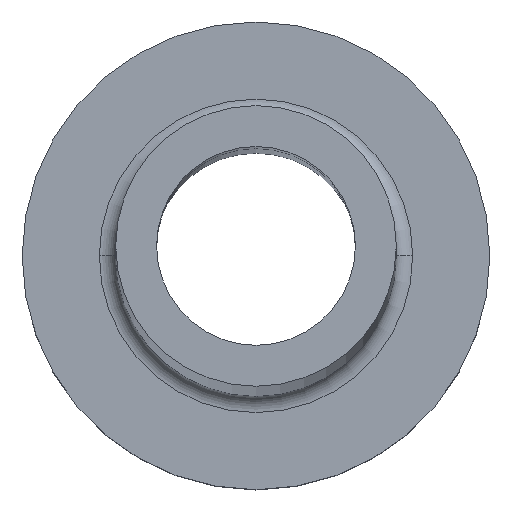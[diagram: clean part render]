
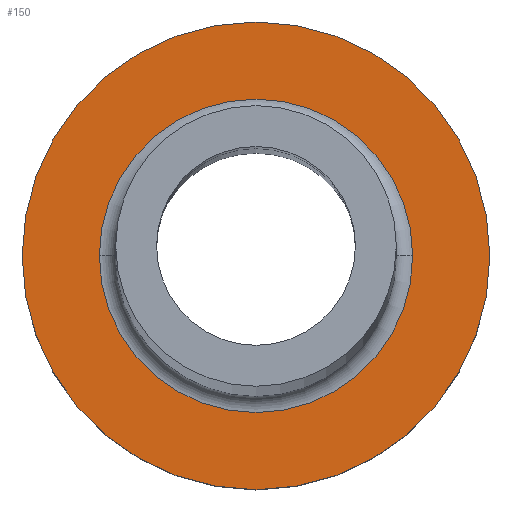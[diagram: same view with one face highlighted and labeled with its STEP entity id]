
A CAD part, top view. The second image highlights one B-rep face of the part: STEP entity #150.
In plain terms, the highlighted planar face has unit normal (0, 0, 1).
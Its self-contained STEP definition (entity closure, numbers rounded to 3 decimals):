
#26 = CARTESIAN_POINT ( 'NONE',  ( -10., 0., 7. ) ) ;
#27 = AXIS2_PLACEMENT_3D ( 'NONE', #372, #166, #54 ) ;
#34 = AXIS2_PLACEMENT_3D ( 'NONE', #231, #48, #362 ) ;
#38 = DIRECTION ( 'NONE',  ( 1., 0., 0. ) ) ;
#48 = DIRECTION ( 'NONE',  ( 0., 0., -1. ) ) ;
#54 = DIRECTION ( 'NONE',  ( 1., 0., 0. ) ) ;
#58 = CIRCLE ( 'NONE', #272, 10. ) ;
#84 = DIRECTION ( 'NONE',  ( 0., 0., 1. ) ) ;
#108 = VERTEX_POINT ( 'NONE', #26 ) ;
#114 = CIRCLE ( 'NONE', #34, 6.7 ) ;
#116 = EDGE_CURVE ( 'NONE', #174, #355, #336, .T. ) ;
#133 = EDGE_LOOP ( 'NONE', ( #156, #176 ) ) ;
#138 = FACE_OUTER_BOUND ( 'NONE', #133, .T. ) ;
#139 = DIRECTION ( 'NONE',  ( 0., 0., 1. ) ) ;
#145 = DIRECTION ( 'NONE',  ( 1., 0., 0. ) ) ;
#150 = ADVANCED_FACE ( 'NONE', ( #421, #138 ), #416, .T. ) ;
#154 = CARTESIAN_POINT ( 'NONE',  ( -6.7, 0., 7. ) ) ;
#156 = ORIENTED_EDGE ( 'NONE', *, *, #400, .T. ) ;
#157 = CARTESIAN_POINT ( 'NONE',  ( 0., 0., 7. ) ) ;
#166 = DIRECTION ( 'NONE',  ( 0., 0., -1. ) ) ;
#174 = VERTEX_POINT ( 'NONE', #220 ) ;
#176 = ORIENTED_EDGE ( 'NONE', *, *, #270, .T. ) ;
#183 = ORIENTED_EDGE ( 'NONE', *, *, #116, .T. ) ;
#216 = EDGE_LOOP ( 'NONE', ( #183, #429 ) ) ;
#220 = CARTESIAN_POINT ( 'NONE',  ( 6.7, 0., 7. ) ) ;
#229 = CIRCLE ( 'NONE', #313, 10. ) ;
#231 = CARTESIAN_POINT ( 'NONE',  ( 0., 0., 7. ) ) ;
#270 = EDGE_CURVE ( 'NONE', #388, #108, #58, .T. ) ;
#272 = AXIS2_PLACEMENT_3D ( 'NONE', #424, #392, #38 ) ;
#294 = AXIS2_PLACEMENT_3D ( 'NONE', #415, #139, #145 ) ;
#313 = AXIS2_PLACEMENT_3D ( 'NONE', #157, #84, #367 ) ;
#336 = CIRCLE ( 'NONE', #27, 6.7 ) ;
#355 = VERTEX_POINT ( 'NONE', #154 ) ;
#362 = DIRECTION ( 'NONE',  ( 1., 0., 0. ) ) ;
#367 = DIRECTION ( 'NONE',  ( 1., 0., 0. ) ) ;
#372 = CARTESIAN_POINT ( 'NONE',  ( 0., 0., 7. ) ) ;
#388 = VERTEX_POINT ( 'NONE', #430 ) ;
#392 = DIRECTION ( 'NONE',  ( 0., 0., 1. ) ) ;
#400 = EDGE_CURVE ( 'NONE', #108, #388, #229, .T. ) ;
#415 = CARTESIAN_POINT ( 'NONE',  ( 0., 0., 7. ) ) ;
#416 = PLANE ( 'NONE',  #294 ) ;
#421 = FACE_BOUND ( 'NONE', #216, .T. ) ;
#423 = EDGE_CURVE ( 'NONE', #355, #174, #114, .T. ) ;
#424 = CARTESIAN_POINT ( 'NONE',  ( 0., 0., 7. ) ) ;
#429 = ORIENTED_EDGE ( 'NONE', *, *, #423, .T. ) ;
#430 = CARTESIAN_POINT ( 'NONE',  ( 10., 0., 7. ) ) ;
